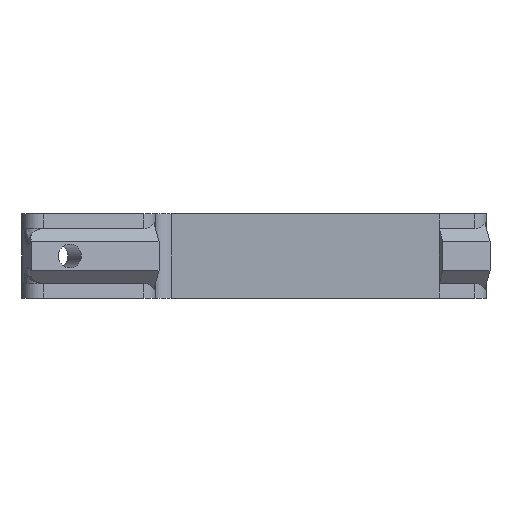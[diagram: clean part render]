
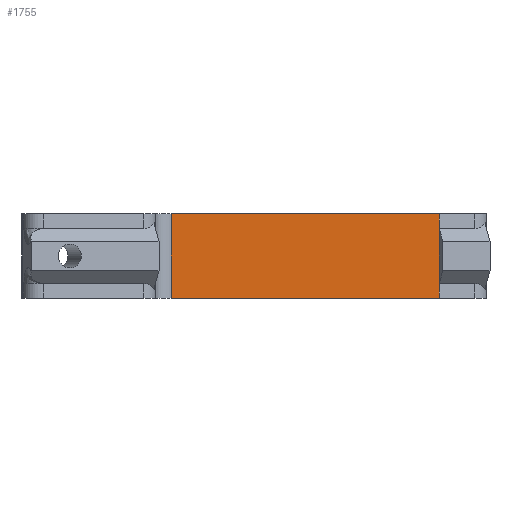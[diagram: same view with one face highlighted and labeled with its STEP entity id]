
A CAD part, left-side view. The second image highlights one B-rep face of the part: STEP entity #1755.
In plain terms, the highlighted planar face has unit normal (-1, 0, 0).
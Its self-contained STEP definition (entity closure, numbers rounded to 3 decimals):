
#160=FACE_OUTER_BOUND('',#259,.T.);
#259=EDGE_LOOP('',(#1352,#1353,#1354,#1355,#1356,#1357));
#335=LINE('',#2517,#526);
#361=LINE('',#2592,#552);
#371=LINE('',#2618,#562);
#424=LINE('',#2841,#615);
#426=LINE('',#2845,#617);
#427=LINE('',#2846,#618);
#526=VECTOR('',#2002,10.);
#552=VECTOR('',#2054,10.);
#562=VECTOR('',#2076,10.);
#615=VECTOR('',#2235,10.);
#617=VECTOR('',#2239,10.);
#618=VECTOR('',#2240,10.);
#717=VERTEX_POINT('',#2514);
#718=VERTEX_POINT('',#2516);
#754=VERTEX_POINT('',#2590);
#763=VERTEX_POINT('',#2615);
#764=VERTEX_POINT('',#2617);
#822=VERTEX_POINT('',#2844);
#886=EDGE_CURVE('',#718,#717,#335,.T.);
#924=EDGE_CURVE('',#754,#717,#361,.T.);
#937=EDGE_CURVE('',#764,#763,#371,.T.);
#1023=EDGE_CURVE('',#764,#754,#424,.T.);
#1025=EDGE_CURVE('',#763,#822,#426,.T.);
#1026=EDGE_CURVE('',#822,#718,#427,.T.);
#1352=ORIENTED_EDGE('',*,*,#1023,.F.);
#1353=ORIENTED_EDGE('',*,*,#937,.T.);
#1354=ORIENTED_EDGE('',*,*,#1025,.T.);
#1355=ORIENTED_EDGE('',*,*,#1026,.T.);
#1356=ORIENTED_EDGE('',*,*,#886,.T.);
#1357=ORIENTED_EDGE('',*,*,#924,.F.);
#1678=PLANE('',#1909);
#1755=ADVANCED_FACE('',(#160),#1678,.T.);
#1909=AXIS2_PLACEMENT_3D('',#2843,#2237,#2238);
#2002=DIRECTION('',(0.,0.,1.));
#2054=DIRECTION('',(0.,-1.,0.));
#2076=DIRECTION('',(0.,-1.,0.));
#2235=DIRECTION('',(0.,0.,1.));
#2237=DIRECTION('center_axis',(-1.,0.,0.));
#2238=DIRECTION('ref_axis',(0.,-1.,0.));
#2239=DIRECTION('',(0.,0.,1.));
#2240=DIRECTION('',(0.,0.,1.));
#2514=CARTESIAN_POINT('',(-35.236,-26.447,16.));
#2516=CARTESIAN_POINT('',(-35.236,-26.447,13.2));
#2517=CARTESIAN_POINT('',(-35.236,-26.447,0.));
#2590=CARTESIAN_POINT('',(-35.236,24.232,16.));
#2592=CARTESIAN_POINT('',(-35.236,18.071,16.));
#2615=CARTESIAN_POINT('',(-35.236,-26.447,0.));
#2617=CARTESIAN_POINT('',(-35.236,24.232,0.));
#2618=CARTESIAN_POINT('',(-35.236,27.232,0.));
#2841=CARTESIAN_POINT('',(-35.236,24.232,0.));
#2843=CARTESIAN_POINT('Origin',(-35.236,27.232,0.));
#2844=CARTESIAN_POINT('',(-35.236,-26.447,2.8));
#2845=CARTESIAN_POINT('',(-35.236,-26.447,0.));
#2846=CARTESIAN_POINT('',(-35.236,-26.447,0.));
